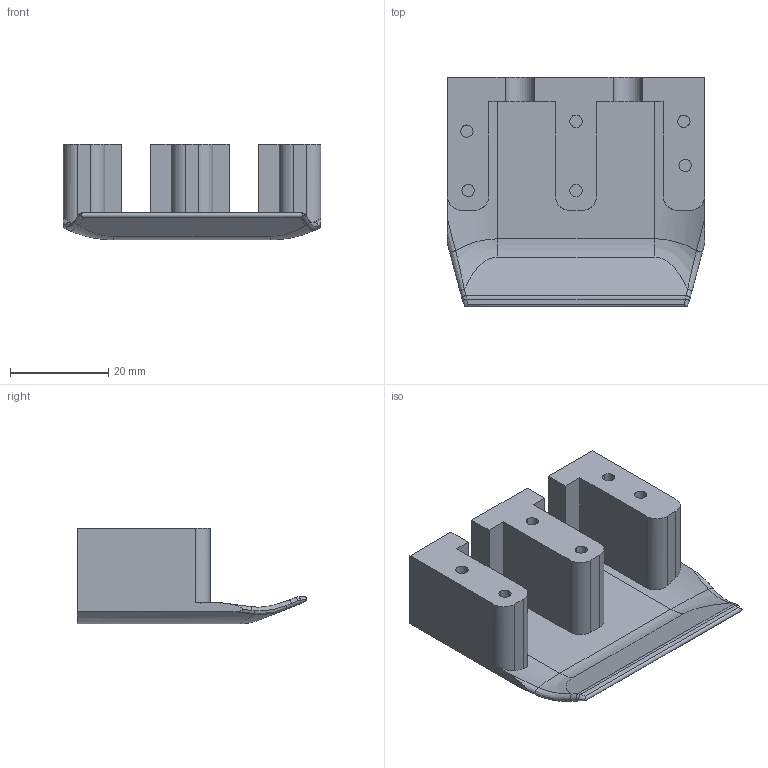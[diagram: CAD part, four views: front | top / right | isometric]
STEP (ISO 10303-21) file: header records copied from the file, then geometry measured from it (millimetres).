
FILE_DESCRIPTION((''),'2;1');
FILE_NAME('MITTELHAND_FINGERHALTER','2025-07-13T12:37:44',('Mathias'),(''),'CREO PARAMETRIC BY PTC INC, 2023073','CREO PARAMETRIC BY PTC INC, 2023073','');
FILE_SCHEMA(('CONFIG_CONTROL_DESIGN'));
Length unit declared in the file: millimetre
Products named in the file (1): MITTELHAND_FINGERHALTER
Bounding box: 52.5 x 46.8 x 19.5 mm (x, y, z)
Volume: 16380.6 mm3; surface area: 10076.2 mm2
Topology: 1 solids, 1 shells, 88 faces, 222 edges, 140 vertices
Faces by surface type: cylinder 42, plane 32, bspline 14
Entity records: 4114 total; most frequent: CARTESIAN_POINT 2061, ORIENTED_EDGE 444, DIRECTION 382, EDGE_CURVE 222, VERTEX_POINT 140, AXIS2_PLACEMENT_3D 139, VECTOR 104, LINE 104
